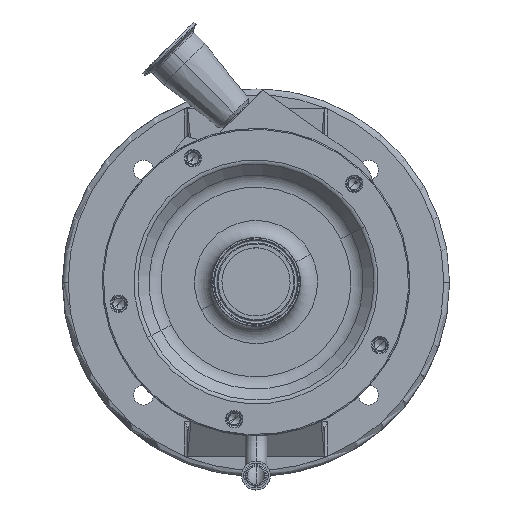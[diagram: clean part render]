
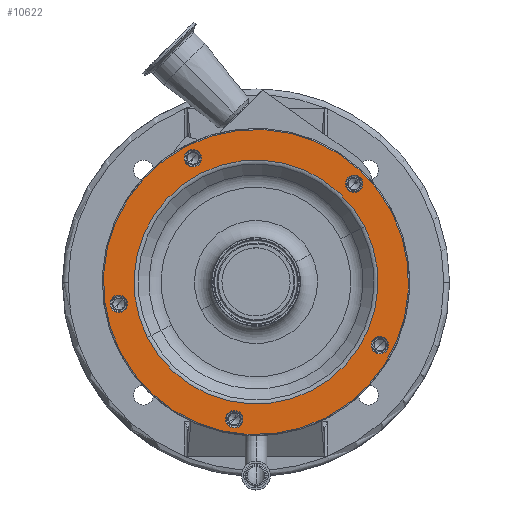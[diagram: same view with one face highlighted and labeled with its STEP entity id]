
A CAD part, top view. The second image highlights one B-rep face of the part: STEP entity #10622.
In plain terms, the highlighted planar face has unit normal (0, 0, 1).
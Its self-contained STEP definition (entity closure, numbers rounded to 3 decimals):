
#28 = ORIENTED_EDGE ( 'NONE', *, *, #11386, .T. ) ;
#119 = PLANE ( 'NONE',  #7598 ) ;
#289 = ORIENTED_EDGE ( 'NONE', *, *, #13379, .T. ) ;
#490 = CARTESIAN_POINT ( 'NONE',  ( -127.309, -22.555, 81. ) ) ;
#538 = CARTESIAN_POINT ( 'NONE',  ( -55.387, 108.703, 81. ) ) ;
#610 = DIRECTION ( 'NONE',  ( 0., 0., -1. ) ) ;
#1120 = CARTESIAN_POINT ( 'NONE',  ( -19.085, -120.498, 81. ) ) ;
#1126 = CARTESIAN_POINT ( 'NONE',  ( 86.267, 86.267, 81. ) ) ;
#1167 = AXIS2_PLACEMENT_3D ( 'NONE', #12761, #10534, #5277 ) ;
#1271 = FACE_OUTER_BOUND ( 'NONE', #7609, .T. ) ;
#1342 = CIRCLE ( 'NONE', #8834, 7.644 ) ;
#1446 = VERTEX_POINT ( 'NONE', #1931 ) ;
#1537 = DIRECTION ( 'NONE',  ( 0., 0., -1. ) ) ;
#1565 = DIRECTION ( 'NONE',  ( 0., 0., -1. ) ) ;
#1601 = DIRECTION ( 'NONE',  ( 0., 0., -1. ) ) ;
#1741 = CARTESIAN_POINT ( 'NONE',  ( -62.197, 105.233, 81. ) ) ;
#1745 = ORIENTED_EDGE ( 'NONE', *, *, #7446, .T. ) ;
#1931 = CARTESIAN_POINT ( 'NONE',  ( 95.401, 48.609, 81. ) ) ;
#2019 = DIRECTION ( 'NONE',  ( 0., 0., -1. ) ) ;
#2154 = EDGE_CURVE ( 'NONE', #7851, #7985, #10041, .T. ) ;
#2212 = DIRECTION ( 'NONE',  ( -0.891, -0.454, 0. ) ) ;
#2425 = ORIENTED_EDGE ( 'NONE', *, *, #10720, .T. ) ;
#2570 = DIRECTION ( 'NONE',  ( -0.891, -0.454, 0. ) ) ;
#2643 = EDGE_CURVE ( 'NONE', #5518, #3539, #10516, .T. ) ;
#2796 = CARTESIAN_POINT ( 'NONE',  ( 0., 0., 81. ) ) ;
#2976 = AXIS2_PLACEMENT_3D ( 'NONE', #5259, #2019, #6220 ) ;
#3039 = ORIENTED_EDGE ( 'NONE', *, *, #2643, .T. ) ;
#3126 = VERTEX_POINT ( 'NONE', #10933 ) ;
#3134 = ORIENTED_EDGE ( 'NONE', *, *, #4847, .T. ) ;
#3230 = EDGE_LOOP ( 'NONE', ( #11187, #5792 ) ) ;
#3276 = FACE_BOUND ( 'NONE', #3541, .T. ) ;
#3320 = CIRCLE ( 'NONE', #12763, 7.644 ) ;
#3327 = EDGE_CURVE ( 'NONE', #4729, #11027, #3320, .T. ) ;
#3383 = CARTESIAN_POINT ( 'NONE',  ( 115.513, -51.917, 81. ) ) ;
#3539 = VERTEX_POINT ( 'NONE', #12624 ) ;
#3541 = EDGE_LOOP ( 'NONE', ( #3134, #289 ) ) ;
#3760 = VERTEX_POINT ( 'NONE', #9720 ) ;
#3989 = ORIENTED_EDGE ( 'NONE', *, *, #11885, .T. ) ;
#4029 = AXIS2_PLACEMENT_3D ( 'NONE', #1120, #11785, #4272 ) ;
#4252 = CIRCLE ( 'NONE', #4029, 7.644 ) ;
#4265 = AXIS2_PLACEMENT_3D ( 'NONE', #8190, #6882, #5855 ) ;
#4272 = DIRECTION ( 'NONE',  ( -0.891, -0.454, 0. ) ) ;
#4360 = VERTEX_POINT ( 'NONE', #6684 ) ;
#4425 = DIRECTION ( 'NONE',  ( -0.891, -0.454, 0. ) ) ;
#4466 = AXIS2_PLACEMENT_3D ( 'NONE', #2796, #12494, #5116 ) ;
#4480 = CARTESIAN_POINT ( 'NONE',  ( 0., 0., 81. ) ) ;
#4729 = VERTEX_POINT ( 'NONE', #1741 ) ;
#4759 = DIRECTION ( 'NONE',  ( 0., 0., -1. ) ) ;
#4809 = DIRECTION ( 'NONE',  ( -0.891, -0.454, 0. ) ) ;
#4830 = CARTESIAN_POINT ( 'NONE',  ( 108.703, -55.387, 81. ) ) ;
#4847 = EDGE_CURVE ( 'NONE', #3126, #4360, #4252, .T. ) ;
#4977 = CIRCLE ( 'NONE', #5192, 134. ) ;
#5116 = DIRECTION ( 'NONE',  ( -0.891, -0.454, 0. ) ) ;
#5192 = AXIS2_PLACEMENT_3D ( 'NONE', #4480, #4759, #13138 ) ;
#5259 = CARTESIAN_POINT ( 'NONE',  ( -55.387, 108.703, 81. ) ) ;
#5277 = DIRECTION ( 'NONE',  ( -0.891, -0.454, 0. ) ) ;
#5319 = DIRECTION ( 'NONE',  ( 0., 0., -1. ) ) ;
#5518 = VERTEX_POINT ( 'NONE', #7879 ) ;
#5782 = DIRECTION ( 'NONE',  ( -0.891, -0.454, 0. ) ) ;
#5792 = ORIENTED_EDGE ( 'NONE', *, *, #7027, .T. ) ;
#5855 = DIRECTION ( 'NONE',  ( -0.891, -0.454, 0. ) ) ;
#5960 = CARTESIAN_POINT ( 'NONE',  ( 101.892, -58.857, 81. ) ) ;
#6020 = CIRCLE ( 'NONE', #4265, 134. ) ;
#6091 = AXIS2_PLACEMENT_3D ( 'NONE', #9150, #11277, #4809 ) ;
#6208 = DIRECTION ( 'NONE',  ( 0., 0., -1. ) ) ;
#6220 = DIRECTION ( 'NONE',  ( -0.891, -0.454, 0. ) ) ;
#6363 = FACE_BOUND ( 'NONE', #10208, .T. ) ;
#6518 = EDGE_CURVE ( 'NONE', #8988, #1446, #9515, .T. ) ;
#6684 = CARTESIAN_POINT ( 'NONE',  ( -25.896, -123.968, 81. ) ) ;
#6882 = DIRECTION ( 'NONE',  ( 0., 0., -1. ) ) ;
#6940 = CARTESIAN_POINT ( 'NONE',  ( -113.687, -15.615, 81. ) ) ;
#7027 = EDGE_CURVE ( 'NONE', #1446, #8988, #8877, .T. ) ;
#7037 = ORIENTED_EDGE ( 'NONE', *, *, #13282, .T. ) ;
#7137 = DIRECTION ( 'NONE',  ( -0.891, -0.454, 0. ) ) ;
#7446 = EDGE_CURVE ( 'NONE', #3539, #5518, #8665, .T. ) ;
#7597 = VERTEX_POINT ( 'NONE', #12273 ) ;
#7598 = AXIS2_PLACEMENT_3D ( 'NONE', #11533, #5319, #4425 ) ;
#7609 = EDGE_LOOP ( 'NONE', ( #10537, #12144 ) ) ;
#7646 = EDGE_CURVE ( 'NONE', #7597, #3760, #6020, .T. ) ;
#7836 = DIRECTION ( 'NONE',  ( -0.891, -0.454, 0. ) ) ;
#7851 = VERTEX_POINT ( 'NONE', #490 ) ;
#7879 = CARTESIAN_POINT ( 'NONE',  ( 79.456, 82.797, 81. ) ) ;
#7985 = VERTEX_POINT ( 'NONE', #6940 ) ;
#8190 = CARTESIAN_POINT ( 'NONE',  ( 0., 0., 81. ) ) ;
#8258 = CIRCLE ( 'NONE', #2976, 7.644 ) ;
#8527 = AXIS2_PLACEMENT_3D ( 'NONE', #10241, #11416, #7137 ) ;
#8645 = EDGE_CURVE ( 'NONE', #3760, #7597, #4977, .T. ) ;
#8665 = CIRCLE ( 'NONE', #10428, 7.644 ) ;
#8834 = AXIS2_PLACEMENT_3D ( 'NONE', #4830, #1537, #2570 ) ;
#8872 = DIRECTION ( 'NONE',  ( 0., 0., -1. ) ) ;
#8877 = CIRCLE ( 'NONE', #4466, 107.071 ) ;
#8988 = VERTEX_POINT ( 'NONE', #12595 ) ;
#8992 = EDGE_LOOP ( 'NONE', ( #1745, #3039 ) ) ;
#9066 = CARTESIAN_POINT ( 'NONE',  ( -120.498, -19.085, 81. ) ) ;
#9150 = CARTESIAN_POINT ( 'NONE',  ( 86.267, 86.267, 81. ) ) ;
#9515 = CIRCLE ( 'NONE', #1167, 107.071 ) ;
#9720 = CARTESIAN_POINT ( 'NONE',  ( -119.395, -60.835, 81. ) ) ;
#9937 = EDGE_LOOP ( 'NONE', ( #28, #12920 ) ) ;
#10041 = CIRCLE ( 'NONE', #10256, 7.644 ) ;
#10148 = CIRCLE ( 'NONE', #12132, 7.644 ) ;
#10208 = EDGE_LOOP ( 'NONE', ( #2425, #12547 ) ) ;
#10241 = CARTESIAN_POINT ( 'NONE',  ( 108.703, -55.387, 81. ) ) ;
#10256 = AXIS2_PLACEMENT_3D ( 'NONE', #11899, #1565, #10937 ) ;
#10428 = AXIS2_PLACEMENT_3D ( 'NONE', #1126, #6208, #2212 ) ;
#10429 = FACE_BOUND ( 'NONE', #9937, .T. ) ;
#10516 = CIRCLE ( 'NONE', #6091, 7.644 ) ;
#10534 = DIRECTION ( 'NONE',  ( 0., 0., -1. ) ) ;
#10537 = ORIENTED_EDGE ( 'NONE', *, *, #8645, .F. ) ;
#10578 = FACE_BOUND ( 'NONE', #8992, .T. ) ;
#10622 = ADVANCED_FACE ( 'NONE', ( #10578, #12548, #3276, #10429, #6363, #1271, #12810 ), #119, .F. ) ;
#10720 = EDGE_CURVE ( 'NONE', #11027, #4729, #8258, .T. ) ;
#10933 = CARTESIAN_POINT ( 'NONE',  ( -12.274, -117.028, 81. ) ) ;
#10937 = DIRECTION ( 'NONE',  ( -0.891, -0.454, 0. ) ) ;
#11027 = VERTEX_POINT ( 'NONE', #12930 ) ;
#11066 = DIRECTION ( 'NONE',  ( -0.891, -0.454, 0. ) ) ;
#11187 = ORIENTED_EDGE ( 'NONE', *, *, #6518, .T. ) ;
#11277 = DIRECTION ( 'NONE',  ( 0., 0., -1. ) ) ;
#11386 = EDGE_CURVE ( 'NONE', #7985, #7851, #12241, .T. ) ;
#11416 = DIRECTION ( 'NONE',  ( 0., 0., -1. ) ) ;
#11434 = VERTEX_POINT ( 'NONE', #5960 ) ;
#11533 = CARTESIAN_POINT ( 'NONE',  ( -60.835, 119.395, 81. ) ) ;
#11785 = DIRECTION ( 'NONE',  ( 0., 0., -1. ) ) ;
#11885 = EDGE_CURVE ( 'NONE', #12408, #11434, #12466, .T. ) ;
#11899 = CARTESIAN_POINT ( 'NONE',  ( -120.498, -19.085, 81. ) ) ;
#12132 = AXIS2_PLACEMENT_3D ( 'NONE', #12205, #1601, #5782 ) ;
#12144 = ORIENTED_EDGE ( 'NONE', *, *, #7646, .F. ) ;
#12205 = CARTESIAN_POINT ( 'NONE',  ( -19.085, -120.498, 81. ) ) ;
#12241 = CIRCLE ( 'NONE', #12663, 7.644 ) ;
#12273 = CARTESIAN_POINT ( 'NONE',  ( 119.395, 60.835, 81. ) ) ;
#12408 = VERTEX_POINT ( 'NONE', #3383 ) ;
#12465 = EDGE_LOOP ( 'NONE', ( #3989, #7037 ) ) ;
#12466 = CIRCLE ( 'NONE', #8527, 7.644 ) ;
#12494 = DIRECTION ( 'NONE',  ( 0., 0., -1. ) ) ;
#12547 = ORIENTED_EDGE ( 'NONE', *, *, #3327, .T. ) ;
#12548 = FACE_BOUND ( 'NONE', #12465, .T. ) ;
#12595 = CARTESIAN_POINT ( 'NONE',  ( -95.401, -48.609, 81. ) ) ;
#12624 = CARTESIAN_POINT ( 'NONE',  ( 93.078, 89.737, 81. ) ) ;
#12663 = AXIS2_PLACEMENT_3D ( 'NONE', #9066, #8872, #11066 ) ;
#12761 = CARTESIAN_POINT ( 'NONE',  ( 0., 0., 81. ) ) ;
#12763 = AXIS2_PLACEMENT_3D ( 'NONE', #538, #610, #7836 ) ;
#12810 = FACE_BOUND ( 'NONE', #3230, .T. ) ;
#12920 = ORIENTED_EDGE ( 'NONE', *, *, #2154, .T. ) ;
#12930 = CARTESIAN_POINT ( 'NONE',  ( -48.576, 112.173, 81. ) ) ;
#13138 = DIRECTION ( 'NONE',  ( -0.891, -0.454, 0. ) ) ;
#13282 = EDGE_CURVE ( 'NONE', #11434, #12408, #1342, .T. ) ;
#13379 = EDGE_CURVE ( 'NONE', #4360, #3126, #10148, .T. ) ;
